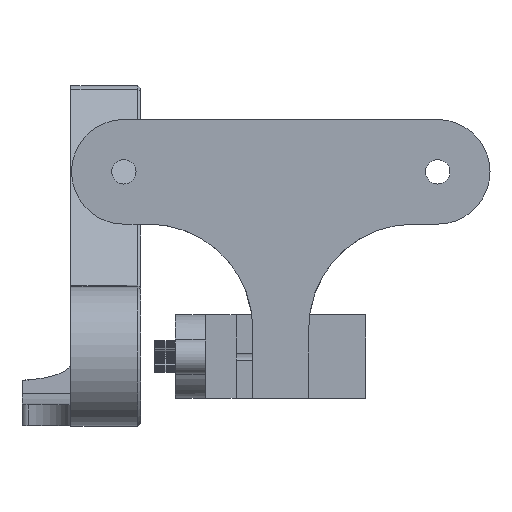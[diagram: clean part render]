
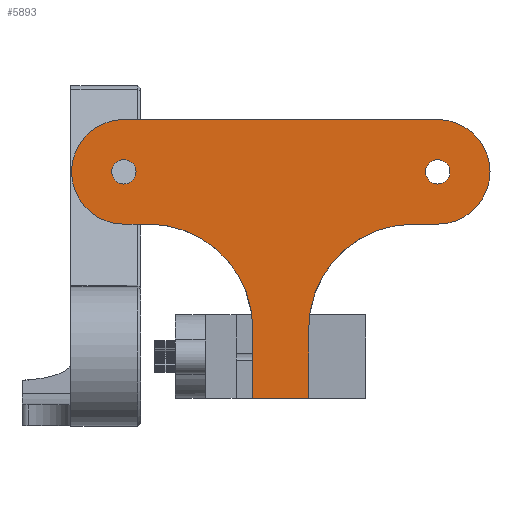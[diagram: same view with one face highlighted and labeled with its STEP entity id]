
A CAD part, front view. The second image highlights one B-rep face of the part: STEP entity #5893.
In plain terms, the highlighted planar face has unit normal (0, -1, 0).
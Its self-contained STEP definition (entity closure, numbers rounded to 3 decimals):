
#365=CIRCLE('',#6425,1.75);
#372=CIRCLE('',#6435,1.75);
#381=CIRCLE('',#6460,7.5);
#382=CIRCLE('',#6461,15.);
#383=CIRCLE('',#6462,15.);
#384=CIRCLE('',#6463,7.5);
#451=FACE_BOUND('',#1006,.T.);
#452=FACE_BOUND('',#1007,.T.);
#688=FACE_OUTER_BOUND('',#1005,.T.);
#1005=EDGE_LOOP('',(#5039,#5040,#5041,#5042,#5043,#5044,#5045,#5046,#5047,
#5048));
#1006=EDGE_LOOP('',(#5049));
#1007=EDGE_LOOP('',(#5050));
#1520=LINE('',#9422,#2117);
#1559=LINE('',#9651,#2156);
#1562=LINE('',#9671,#2159);
#1579=LINE('',#9872,#2176);
#1580=LINE('',#9874,#2177);
#1581=LINE('',#9878,#2178);
#2117=VECTOR('',#7646,10.);
#2156=VECTOR('',#7749,10.);
#2159=VECTOR('',#7772,10.);
#2176=VECTOR('',#7883,10.);
#2177=VECTOR('',#7886,10.);
#2178=VECTOR('',#7889,10.);
#2657=VERTEX_POINT('',#9419);
#2658=VERTEX_POINT('',#9421);
#2701=VERTEX_POINT('',#9645);
#2703=VERTEX_POINT('',#9649);
#2708=VERTEX_POINT('',#9667);
#2710=VERTEX_POINT('',#9670);
#2718=VERTEX_POINT('',#9694);
#2725=VERTEX_POINT('',#9714);
#2735=VERTEX_POINT('',#9869);
#2736=VERTEX_POINT('',#9871);
#2737=VERTEX_POINT('',#9875);
#2738=VERTEX_POINT('',#9877);
#3412=EDGE_CURVE('',#2657,#2658,#1520,.T.);
#3473=EDGE_CURVE('',#2703,#2701,#1559,.T.);
#3482=EDGE_CURVE('',#2708,#2710,#1562,.T.);
#3495=EDGE_CURVE('',#2718,#2718,#365,.T.);
#3505=EDGE_CURVE('',#2725,#2725,#372,.T.);
#3528=EDGE_CURVE('',#2735,#2657,#381,.T.);
#3529=EDGE_CURVE('',#2735,#2736,#1579,.T.);
#3530=EDGE_CURVE('',#2701,#2736,#382,.T.);
#3531=EDGE_CURVE('',#2703,#2710,#1580,.T.);
#3532=EDGE_CURVE('',#2737,#2708,#383,.T.);
#3533=EDGE_CURVE('',#2737,#2738,#1581,.T.);
#3534=EDGE_CURVE('',#2658,#2738,#384,.T.);
#5039=ORIENTED_EDGE('',*,*,#3412,.F.);
#5040=ORIENTED_EDGE('',*,*,#3528,.F.);
#5041=ORIENTED_EDGE('',*,*,#3529,.T.);
#5042=ORIENTED_EDGE('',*,*,#3530,.F.);
#5043=ORIENTED_EDGE('',*,*,#3473,.F.);
#5044=ORIENTED_EDGE('',*,*,#3531,.T.);
#5045=ORIENTED_EDGE('',*,*,#3482,.F.);
#5046=ORIENTED_EDGE('',*,*,#3532,.F.);
#5047=ORIENTED_EDGE('',*,*,#3533,.T.);
#5048=ORIENTED_EDGE('',*,*,#3534,.F.);
#5049=ORIENTED_EDGE('',*,*,#3505,.T.);
#5050=ORIENTED_EDGE('',*,*,#3495,.T.);
#5629=PLANE('',#6459);
#5893=ADVANCED_FACE('',(#688,#451,#452),#5629,.T.);
#6425=AXIS2_PLACEMENT_3D('',#9696,#7800,#7801);
#6435=AXIS2_PLACEMENT_3D('',#9716,#7823,#7824);
#6459=AXIS2_PLACEMENT_3D('',#9868,#7879,#7880);
#6460=AXIS2_PLACEMENT_3D('',#9870,#7881,#7882);
#6461=AXIS2_PLACEMENT_3D('',#9873,#7884,#7885);
#6462=AXIS2_PLACEMENT_3D('',#9876,#7887,#7888);
#6463=AXIS2_PLACEMENT_3D('',#9879,#7890,#7891);
#7646=DIRECTION('',(0.,0.,1.));
#7749=DIRECTION('',(-1.,0.,0.));
#7772=DIRECTION('',(1.,0.,0.));
#7800=DIRECTION('center_axis',(0.,1.,0.));
#7801=DIRECTION('ref_axis',(-1.,0.,0.));
#7823=DIRECTION('center_axis',(0.,1.,0.));
#7824=DIRECTION('ref_axis',(-1.,0.,0.));
#7879=DIRECTION('center_axis',(0.,-1.,0.));
#7880=DIRECTION('ref_axis',(1.,0.,0.));
#7881=DIRECTION('center_axis',(0.,1.,0.));
#7882=DIRECTION('ref_axis',(0.707,0.,-0.707));
#7883=DIRECTION('',(0.,0.,1.));
#7884=DIRECTION('center_axis',(0.,-1.,0.));
#7885=DIRECTION('ref_axis',(-0.707,0.,0.707));
#7886=DIRECTION('',(0.,0.,1.));
#7887=DIRECTION('center_axis',(0.,-1.,0.));
#7888=DIRECTION('ref_axis',(-0.707,0.,-0.707));
#7889=DIRECTION('',(0.,0.,1.));
#7890=DIRECTION('center_axis',(0.,1.,0.));
#7891=DIRECTION('ref_axis',(-0.707,0.,0.707));
#9419=CARTESIAN_POINT('',(-20.,-20.,-22.5));
#9421=CARTESIAN_POINT('',(-20.,-20.,22.5));
#9422=CARTESIAN_POINT('',(-20.,-20.,0.));
#9645=CARTESIAN_POINT('',(10.,-20.,-4.));
#9649=CARTESIAN_POINT('',(20.,-20.,-4.));
#9651=CARTESIAN_POINT('',(-20.,-20.,-4.));
#9667=CARTESIAN_POINT('',(10.,-20.,4.));
#9670=CARTESIAN_POINT('',(20.,-20.,4.));
#9671=CARTESIAN_POINT('',(-20.,-20.,4.));
#9694=CARTESIAN_POINT('',(-10.75,-20.,22.5));
#9696=CARTESIAN_POINT('Origin',(-12.5,-20.,22.5));
#9714=CARTESIAN_POINT('',(-10.75,-20.,-22.5));
#9716=CARTESIAN_POINT('Origin',(-12.5,-20.,-22.5));
#9868=CARTESIAN_POINT('Origin',(-20.,-20.,0.));
#9869=CARTESIAN_POINT('',(-5.,-20.,-22.5));
#9870=CARTESIAN_POINT('Origin',(-12.5,-20.,-22.5));
#9871=CARTESIAN_POINT('',(-5.,-20.,-19.));
#9872=CARTESIAN_POINT('',(-5.,-20.,-30.));
#9873=CARTESIAN_POINT('Origin',(10.,-20.,-19.));
#9874=CARTESIAN_POINT('',(20.,-20.,0.));
#9875=CARTESIAN_POINT('',(-5.,-20.,19.));
#9876=CARTESIAN_POINT('Origin',(10.,-20.,19.));
#9877=CARTESIAN_POINT('',(-5.,-20.,22.5));
#9878=CARTESIAN_POINT('',(-5.,-20.,-30.));
#9879=CARTESIAN_POINT('Origin',(-12.5,-20.,22.5));
